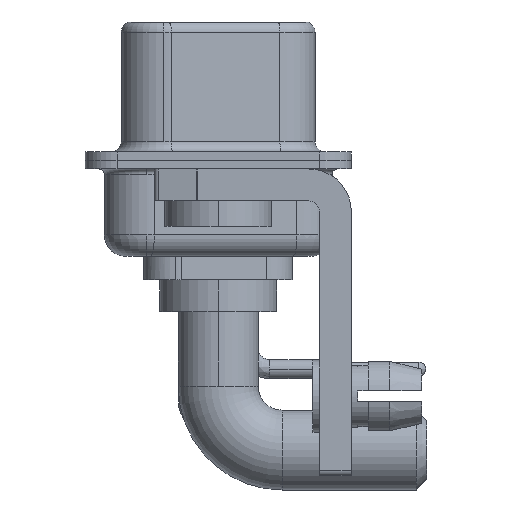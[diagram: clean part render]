
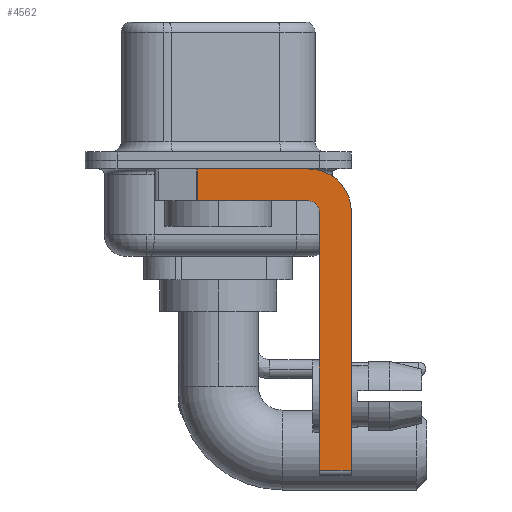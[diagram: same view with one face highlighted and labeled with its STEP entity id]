
A CAD part, left-side view. The second image highlights one B-rep face of the part: STEP entity #4562.
In plain terms, the highlighted planar face has unit normal (-1, 0, 0).
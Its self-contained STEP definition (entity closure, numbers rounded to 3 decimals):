
#252 = CARTESIAN_POINT ( 'NONE',  ( -2.9, -4.25, -1.9 ) ) ;
#485 = CARTESIAN_POINT ( 'NONE',  ( -2.9, 0.978, -1.9 ) ) ;
#1376 = CARTESIAN_POINT ( 'NONE',  ( -2.9, 0.978, -1.9 ) ) ;
#1656 = ORIENTED_EDGE ( 'NONE', *, *, #8825, .F. ) ;
#1807 = VECTOR ( 'NONE', #11050, 1000. ) ;
#2242 = VERTEX_POINT ( 'NONE', #22221 ) ;
#2249 = AXIS2_PLACEMENT_3D ( 'NONE', #4477, #18640, #12582 ) ;
#2479 = CARTESIAN_POINT ( 'NONE',  ( -2.9, -4.25, -14.55 ) ) ;
#3270 = VERTEX_POINT ( 'NONE', #24721 ) ;
#3417 = VERTEX_POINT ( 'NONE', #15171 ) ;
#3458 = EDGE_CURVE ( 'NONE', #6194, #22756, #11476, .T. ) ;
#4077 = VECTOR ( 'NONE', #11341, 1000. ) ;
#4374 = VECTOR ( 'NONE', #11244, 1000. ) ;
#4477 = CARTESIAN_POINT ( 'NONE',  ( -2.9, -4.25, -2.4 ) ) ;
#4562 = ADVANCED_FACE ( 'NONE', ( #22897 ), #4761, .F. ) ;
#4761 = PLANE ( 'NONE',  #15551 ) ;
#5001 = CARTESIAN_POINT ( 'NONE',  ( -2.9, -4.75, -14.8 ) ) ;
#5723 = CIRCLE ( 'NONE', #10811, 0.5 ) ;
#6194 = VERTEX_POINT ( 'NONE', #22869 ) ;
#6745 = LINE ( 'NONE', #2479, #20513 ) ;
#6887 = CARTESIAN_POINT ( 'NONE',  ( -2.9, -6.25, -2.4 ) ) ;
#7056 = ORIENTED_EDGE ( 'NONE', *, *, #17380, .F. ) ;
#7145 = ORIENTED_EDGE ( 'NONE', *, *, #9808, .F. ) ;
#7286 = CARTESIAN_POINT ( 'NONE',  ( -2.9, -4.25, -2.4 ) ) ;
#7906 = ORIENTED_EDGE ( 'NONE', *, *, #3458, .F. ) ;
#8117 = EDGE_CURVE ( 'NONE', #22756, #2242, #5723, .T. ) ;
#8825 = EDGE_CURVE ( 'NONE', #3417, #17985, #25098, .T. ) ;
#9463 = DIRECTION ( 'NONE',  ( 0., 0., -1. ) ) ;
#9500 = EDGE_CURVE ( 'NONE', #3270, #17726, #13833, .T. ) ;
#9808 = EDGE_CURVE ( 'NONE', #3270, #3417, #25330, .T. ) ;
#10402 = ORIENTED_EDGE ( 'NONE', *, *, #10966, .F. ) ;
#10573 = DIRECTION ( 'NONE',  ( 0., -1., 0. ) ) ;
#10811 = AXIS2_PLACEMENT_3D ( 'NONE', #20031, #11852, #19906 ) ;
#10966 = EDGE_CURVE ( 'NONE', #17985, #18556, #17316, .T. ) ;
#11050 = DIRECTION ( 'NONE',  ( 0., -1., 0. ) ) ;
#11244 = DIRECTION ( 'NONE',  ( 0., 0., -1. ) ) ;
#11341 = DIRECTION ( 'NONE',  ( 0., 0., 1. ) ) ;
#11476 = LINE ( 'NONE', #5001, #4077 ) ;
#11852 = DIRECTION ( 'NONE',  ( -1., 0., 0. ) ) ;
#12582 = DIRECTION ( 'NONE',  ( 0., 0., -1. ) ) ;
#13167 = CARTESIAN_POINT ( 'NONE',  ( -2.9, 3., -0.4 ) ) ;
#13833 = LINE ( 'NONE', #1376, #25052 ) ;
#15171 = CARTESIAN_POINT ( 'NONE',  ( -2.9, -4.25, -0.4 ) ) ;
#15551 = AXIS2_PLACEMENT_3D ( 'NONE', #7286, #21415, #16940 ) ;
#15650 = CARTESIAN_POINT ( 'NONE',  ( -2.9, -6.25, -14.55 ) ) ;
#16237 = LINE ( 'NONE', #252, #22303 ) ;
#16940 = DIRECTION ( 'NONE',  ( 0., 0., -1. ) ) ;
#17316 = LINE ( 'NONE', #6887, #4374 ) ;
#17380 = EDGE_CURVE ( 'NONE', #2242, #17726, #16237, .T. ) ;
#17726 = VERTEX_POINT ( 'NONE', #485 ) ;
#17787 = CARTESIAN_POINT ( 'NONE',  ( -2.9, -6.25, -2.4 ) ) ;
#17985 = VERTEX_POINT ( 'NONE', #17787 ) ;
#18556 = VERTEX_POINT ( 'NONE', #15650 ) ;
#18640 = DIRECTION ( 'NONE',  ( 1., 0., 0. ) ) ;
#19608 = ORIENTED_EDGE ( 'NONE', *, *, #23488, .T. ) ;
#19906 = DIRECTION ( 'NONE',  ( 0., 0., 1. ) ) ;
#20031 = CARTESIAN_POINT ( 'NONE',  ( -2.9, -4.25, -2.4 ) ) ;
#20513 = VECTOR ( 'NONE', #10573, 1000. ) ;
#21143 = ORIENTED_EDGE ( 'NONE', *, *, #9500, .T. ) ;
#21415 = DIRECTION ( 'NONE',  ( 1., 0., 0. ) ) ;
#21704 = CARTESIAN_POINT ( 'NONE',  ( -2.9, -4.75, -2.4 ) ) ;
#22221 = CARTESIAN_POINT ( 'NONE',  ( -2.9, -4.25, -1.9 ) ) ;
#22303 = VECTOR ( 'NONE', #24335, 1000. ) ;
#22756 = VERTEX_POINT ( 'NONE', #21704 ) ;
#22869 = CARTESIAN_POINT ( 'NONE',  ( -2.9, -4.75, -14.55 ) ) ;
#22897 = FACE_OUTER_BOUND ( 'NONE', #25556, .T. ) ;
#23488 = EDGE_CURVE ( 'NONE', #6194, #18556, #6745, .T. ) ;
#23984 = ORIENTED_EDGE ( 'NONE', *, *, #8117, .F. ) ;
#24335 = DIRECTION ( 'NONE',  ( 0., 1., 0. ) ) ;
#24721 = CARTESIAN_POINT ( 'NONE',  ( -2.9, 0.978, -0.4 ) ) ;
#25052 = VECTOR ( 'NONE', #9463, 1000. ) ;
#25098 = CIRCLE ( 'NONE', #2249, 2. ) ;
#25330 = LINE ( 'NONE', #13167, #1807 ) ;
#25556 = EDGE_LOOP ( 'NONE', ( #7145, #21143, #7056, #23984, #7906, #19608, #10402, #1656 ) ) ;
